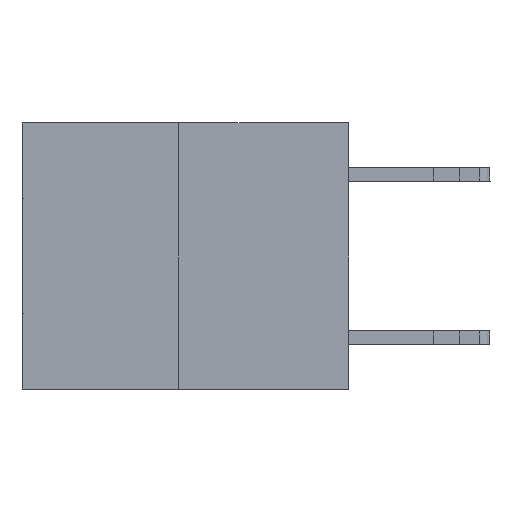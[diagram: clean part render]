
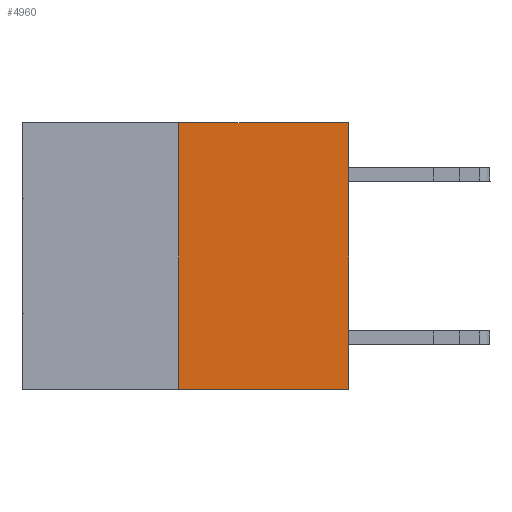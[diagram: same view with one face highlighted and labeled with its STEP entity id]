
A CAD part, left-side view. The second image highlights one B-rep face of the part: STEP entity #4960.
In plain terms, the highlighted planar face has unit normal (-1, 0, 0).
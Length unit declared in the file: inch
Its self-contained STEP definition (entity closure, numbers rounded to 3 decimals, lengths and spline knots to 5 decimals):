
#718 = LINE ( 'NONE', #3482, #27262 ) ;
#1670 = VECTOR ( 'NONE', #12426, 39.37008 ) ;
#1718 = DIRECTION ( 'NONE',  ( 1., 0., 0. ) ) ;
#2106 = CARTESIAN_POINT ( 'NONE',  ( 0., 0.312, -0.49 ) ) ;
#2238 = FACE_OUTER_BOUND ( 'NONE', #17341, .T. ) ;
#2663 = VERTEX_POINT ( 'NONE', #28931 ) ;
#3482 = CARTESIAN_POINT ( 'NONE',  ( 0., 0.312, -0.49 ) ) ;
#4166 = DIRECTION ( 'NONE',  ( 0., 0., -1. ) ) ;
#4960 = ADVANCED_FACE ( 'NONE', ( #2238 ), #29623, .F. ) ;
#7303 = ORIENTED_EDGE ( 'NONE', *, *, #17581, .F. ) ;
#7319 = CARTESIAN_POINT ( 'NONE',  ( 0., 0.312, 0. ) ) ;
#7877 = EDGE_CURVE ( 'NONE', #23092, #32224, #718, .T. ) ;
#8428 = EDGE_CURVE ( 'NONE', #23092, #2663, #14768, .T. ) ;
#12426 = DIRECTION ( 'NONE',  ( 0., 0., 1. ) ) ;
#13246 = CARTESIAN_POINT ( 'NONE',  ( 0., 0.6, -0.49 ) ) ;
#14358 = DIRECTION ( 'NONE',  ( 0., -1., 0. ) ) ;
#14768 = LINE ( 'NONE', #13246, #18837 ) ;
#14783 = ORIENTED_EDGE ( 'NONE', *, *, #8428, .T. ) ;
#15410 = AXIS2_PLACEMENT_3D ( 'NONE', #19603, #1718, #4166 ) ;
#17341 = EDGE_LOOP ( 'NONE', ( #19046, #14783, #23951, #7303 ) ) ;
#17581 = EDGE_CURVE ( 'NONE', #32224, #32618, #27586, .T. ) ;
#18837 = VECTOR ( 'NONE', #33239, 39.37008 ) ;
#19046 = ORIENTED_EDGE ( 'NONE', *, *, #7877, .F. ) ;
#19603 = CARTESIAN_POINT ( 'NONE',  ( 0., 0.6, 0. ) ) ;
#23092 = VERTEX_POINT ( 'NONE', #2106 ) ;
#23951 = ORIENTED_EDGE ( 'NONE', *, *, #24612, .T. ) ;
#24578 = LINE ( 'NONE', #30515, #1670 ) ;
#24612 = EDGE_CURVE ( 'NONE', #2663, #32618, #24578, .T. ) ;
#26529 = DIRECTION ( 'NONE',  ( 0., 0., 1. ) ) ;
#27262 = VECTOR ( 'NONE', #26529, 39.37008 ) ;
#27586 = LINE ( 'NONE', #29560, #29218 ) ;
#28595 = CARTESIAN_POINT ( 'NONE',  ( 0., 0., 0. ) ) ;
#28931 = CARTESIAN_POINT ( 'NONE',  ( 0., 0., -0.49 ) ) ;
#29218 = VECTOR ( 'NONE', #14358, 39.37008 ) ;
#29560 = CARTESIAN_POINT ( 'NONE',  ( 0., 0.6, 0. ) ) ;
#29623 = PLANE ( 'NONE',  #15410 ) ;
#30515 = CARTESIAN_POINT ( 'NONE',  ( 0., 0., 0. ) ) ;
#32224 = VERTEX_POINT ( 'NONE', #7319 ) ;
#32618 = VERTEX_POINT ( 'NONE', #28595 ) ;
#33239 = DIRECTION ( 'NONE',  ( 0., -1., 0. ) ) ;
